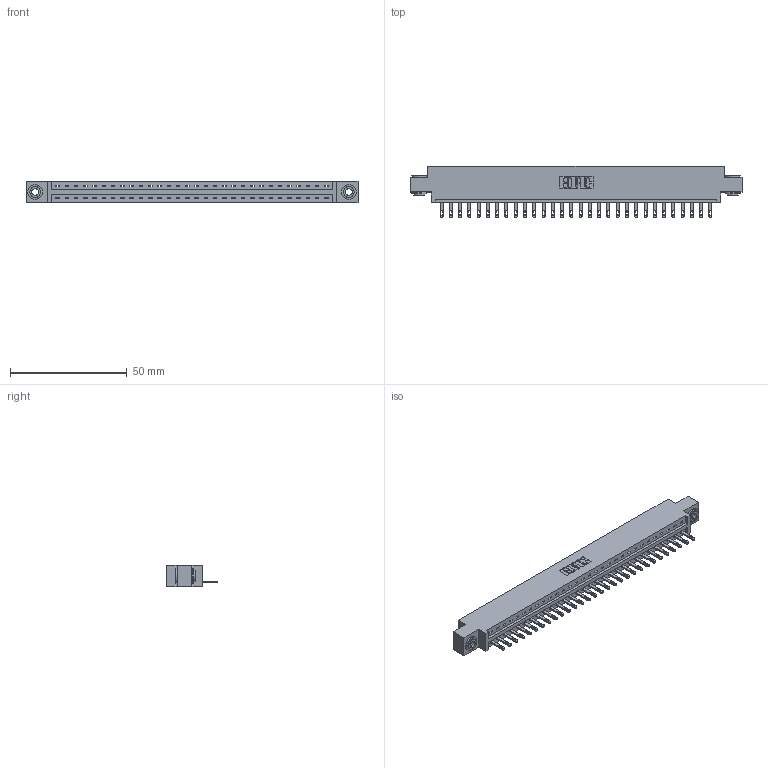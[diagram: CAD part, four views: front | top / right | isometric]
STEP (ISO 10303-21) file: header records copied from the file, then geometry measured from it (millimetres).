
FILE_DESCRIPTION (( 'STEP AP203' ), '1' );
FILE_NAME ('337-030-500-603.STEP', '2019-09-30T23:07:42', ( '' ), ( '' ), 'SwSTEP 2.0', 'SolidWorks 2016', '' );
FILE_SCHEMA (( 'CONFIG_CONTROL_DESIGN' ));
Length unit declared in the file: inch
Products named in the file (4): 337-030-500-603; 345-250-002_345-250-002-102; 345-292-001_345-293-100; 337 Part_0.170 Offset - 0.156 Dia-TH
Assembly tree (33 placements, depth 2):
  337-030-500-603
    337 Part_0.170 Offset - 0.156 Dia-TH
    345-292-001_345-293-100  x30
    345-250-002_345-250-002-102  x2
Bounding box: 141.88 x 21.85 x 9.4 mm (x, y, z)
Volume: 14516.8 mm3; surface area: 15333.5 mm2
Topology: 33 solids, 33 shells, 1896 faces, 5799 edges, 3862 vertices
Faces by surface type: plane 1284, cylinder 604, cone 8
Entity records: 24564 total; most frequent: CARTESIAN_POINT 4255, ORIENTED_EDGE 4214, DIRECTION 3641, EDGE_CURVE 2107, LINE 1951, VECTOR 1951, VERTEX_POINT 1402, AXIS2_PLACEMENT_3D 845
